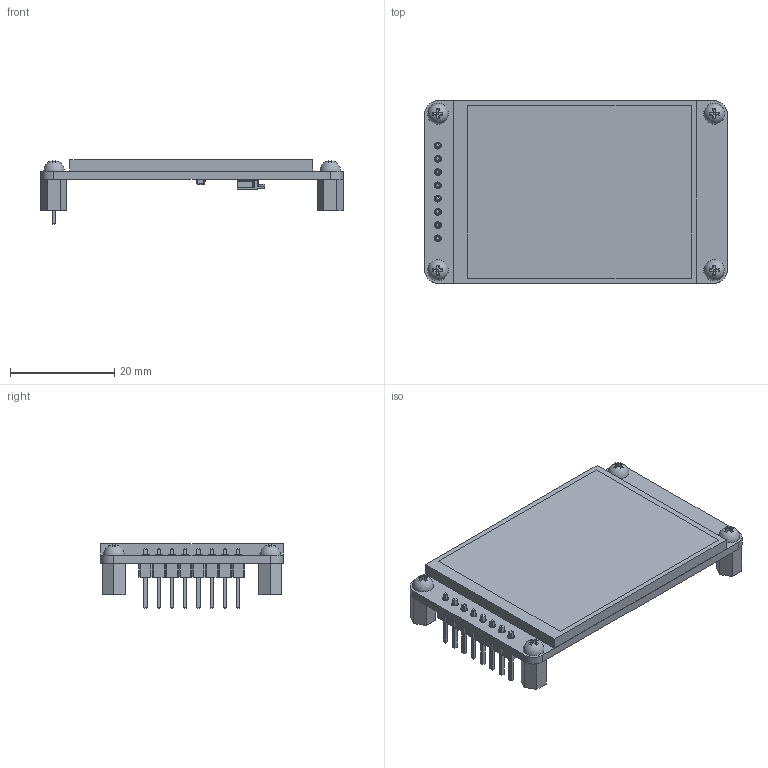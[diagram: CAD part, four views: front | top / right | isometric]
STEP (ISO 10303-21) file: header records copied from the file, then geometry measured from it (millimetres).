
FILE_DESCRIPTION(('FreeCAD Model'),'2;1');
FILE_NAME('Open CASCADE Shape Model','2025-03-19T18:26:25',('Author'),( ''),'Open CASCADE STEP processor 7.6','FreeCAD','Unknown');
FILE_SCHEMA(('AUTOMOTIVE_DESIGN { 1 0 10303 214 1 1 1 1 }'));
Length unit declared in the file: millimetre
Products named in the file (16): Unnamed; PCB; Pés; Cut001; PinHeader_1x08_P254mm_Vertical; Cubo001; Cubo002; 2.0 TFT IPS - Module; 5051102491; SOT-23; 0603 Resistor; 0603 Capacitor; Cabeça de parafuso; Cabeça de parafuso001; Cabeça de parafuso002; Cabeça de parafuso003
Assembly tree (17 placements, depth 3):
  Unnamed
    PCB
    Pés
    Cut001
    PinHeader_1x08_P254mm_Vertical
    Cubo001
    Cubo002
    2.0 TFT IPS - Module
      5051102491
      SOT-23
      0603 Resistor  x3
      0603 Capacitor
    Cabeça de parafuso
    Cabeça de parafuso001
    Cabeça de parafuso002
    Cabeça de parafuso003
Bounding box: 58 x 35 x 12.44 mm (x, y, z)
Volume: 10619.9 mm3; surface area: 12731.3 mm2
Topology: 26 solids, 26 shells, 1815 faces, 5139 edges, 3374 vertices
Faces by surface type: plane 1564, cylinder 154, bspline 93, sphere 4
Full cylindrical faces by diameter (mm): 1 x16, 1.3 x8, 1.5 x4
Entity records: 71207 total; most frequent: CARTESIAN_POINT 14704, ORIENTED_EDGE 9954, DIRECTION 8486, EDGE_CURVE 4977, LINE 4390, VECTOR 4390, VERTEX_POINT 3266, AXIS2_PLACEMENT_3D 2048
